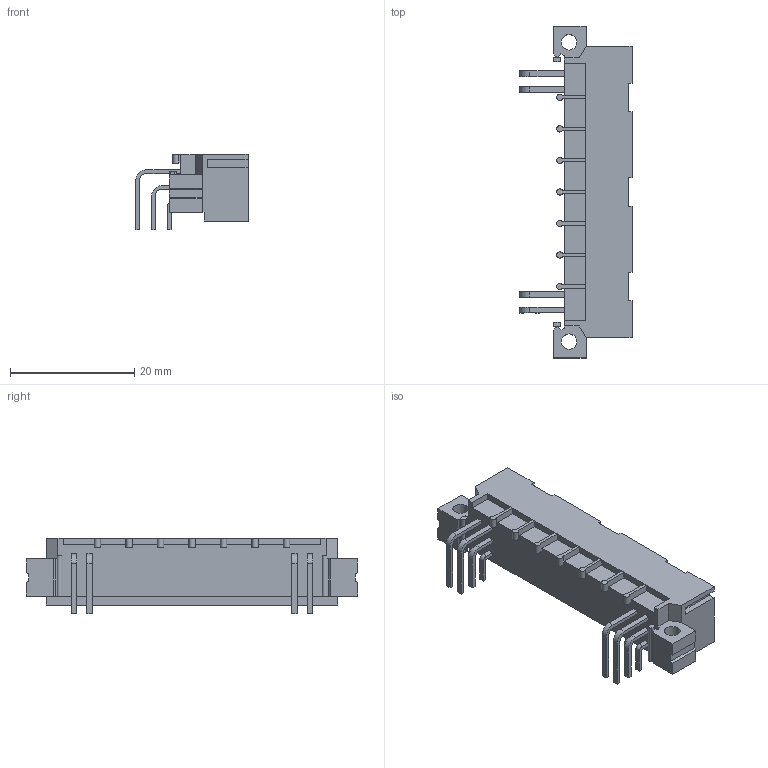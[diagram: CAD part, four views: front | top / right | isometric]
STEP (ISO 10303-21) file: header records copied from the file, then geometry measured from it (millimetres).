
FILE_DESCRIPTION(/* description */ (''),/* implementation_level */ '2;1');
FILE_NAME(/* name */ 'ERNI_384576.stp',/* time_stamp */ '2015-05-19T13:25:25+02:00',/* author */ ('admchouv'),/* organization */ ('ERNI'),/* preprocessor_version */ 'ST-DEVELOPER v15.5',/* originating_system */ 'AutoCAD Mechanical',/* authorisation */ '');
FILE_SCHEMA (('AUTOMOTIVE_DESIGN { 1 0 10303 214 3 1 1 }'));
Length unit declared in the file: millimetre
Products named in the file (1): Product
Bounding box: 18.07 x 53.5 x 12.22 mm (x, y, z)
Volume: 2836.2 mm3; surface area: 3941.8 mm2
Topology: 34 solids, 34 shells, 438 faces, 1081 edges, 711 vertices
Faces by surface type: plane 391, cylinder 43, cone 4
Full cylindrical faces by diameter (mm): 2.5 x2
Entity records: 12733 total; most frequent: CARTESIAN_POINT 2237, ORIENTED_EDGE 2158, DIRECTION 2046, EDGE_CURVE 1079, LINE 982, VECTOR 982, VERTEX_POINT 711, AXIS2_PLACEMENT_3D 532
